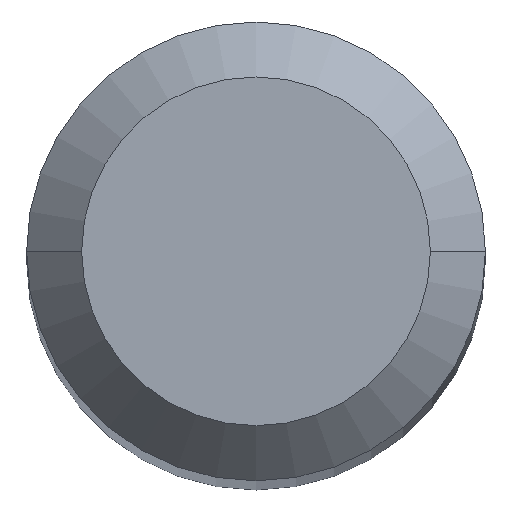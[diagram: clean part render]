
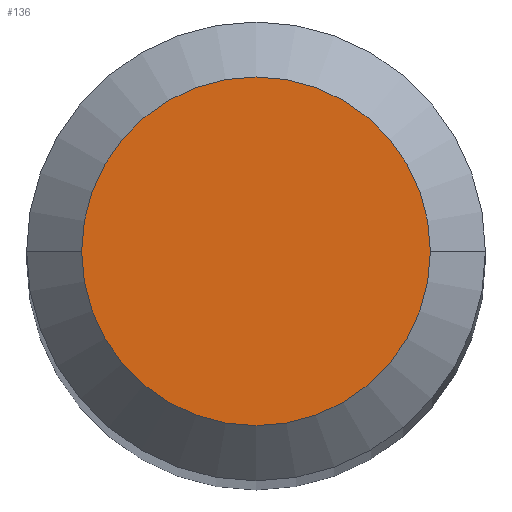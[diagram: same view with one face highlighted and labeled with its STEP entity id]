
A CAD part, top view. The second image highlights one B-rep face of the part: STEP entity #136.
In plain terms, the highlighted planar face has unit normal (0, 0, 1).
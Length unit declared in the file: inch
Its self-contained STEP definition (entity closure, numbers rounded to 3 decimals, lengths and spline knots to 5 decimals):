
#1 = EDGE_CURVE ( 'NONE', #102, #168, #189, .T. ) ;
#11 = AXIS2_PLACEMENT_3D ( 'NONE', #173, #191, #75 ) ;
#14 = CARTESIAN_POINT ( 'NONE',  ( 0., 0., 1.5 ) ) ;
#27 = AXIS2_PLACEMENT_3D ( 'NONE', #14, #129, #96 ) ;
#34 = CARTESIAN_POINT ( 'NONE',  ( -0.0475, 0., 1.5 ) ) ;
#67 = EDGE_LOOP ( 'NONE', ( #152, #183 ) ) ;
#75 = DIRECTION ( 'NONE',  ( 1., 0., 0. ) ) ;
#90 = CARTESIAN_POINT ( 'NONE',  ( 0., 0., 1.5 ) ) ;
#96 = DIRECTION ( 'NONE',  ( 1., 0., 0. ) ) ;
#102 = VERTEX_POINT ( 'NONE', #221 ) ;
#108 = AXIS2_PLACEMENT_3D ( 'NONE', #90, #187, #197 ) ;
#117 = EDGE_CURVE ( 'NONE', #168, #102, #167, .T. ) ;
#124 = FACE_OUTER_BOUND ( 'NONE', #67, .T. ) ;
#129 = DIRECTION ( 'NONE',  ( 0., 0., 1. ) ) ;
#130 = PLANE ( 'NONE',  #11 ) ;
#136 = ADVANCED_FACE ( 'NONE', ( #124 ), #130, .T. ) ;
#152 = ORIENTED_EDGE ( 'NONE', *, *, #117, .T. ) ;
#167 = CIRCLE ( 'NONE', #27, 0.0475 ) ;
#168 = VERTEX_POINT ( 'NONE', #34 ) ;
#173 = CARTESIAN_POINT ( 'NONE',  ( 0., 0., 1.5 ) ) ;
#183 = ORIENTED_EDGE ( 'NONE', *, *, #1, .T. ) ;
#187 = DIRECTION ( 'NONE',  ( 0., 0., 1. ) ) ;
#189 = CIRCLE ( 'NONE', #108, 0.0475 ) ;
#191 = DIRECTION ( 'NONE',  ( 0., 0., 1. ) ) ;
#197 = DIRECTION ( 'NONE',  ( 1., 0., 0. ) ) ;
#221 = CARTESIAN_POINT ( 'NONE',  ( 0.0475, 0., 1.5 ) ) ;
